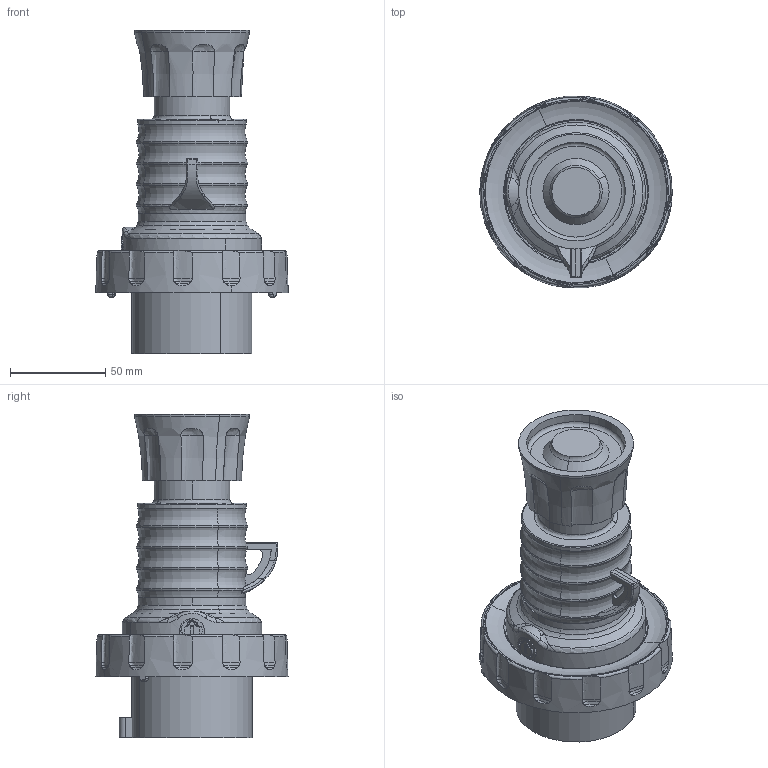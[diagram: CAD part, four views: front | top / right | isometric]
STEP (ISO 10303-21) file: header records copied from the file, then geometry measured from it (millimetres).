
FILE_DESCRIPTION((''),'2;1');
FILE_NAME('GW60042H_SW0001','2020-10-08T16:14:22',('user'),('Axiro Italia'),'CREO PARAMETRIC BY PTC INC, 2020074','CREO PARAMETRIC BY PTC INC, 2020074','');
FILE_SCHEMA(('CONFIG_CONTROL_DESIGN'));
Length unit declared in the file: millimetre
Products named in the file (1): GW60042H_SW0001
Bounding box: 101 x 100.7 x 169.75 mm (x, y, z)
Volume: 382130.4 mm3; surface area: 82900.6 mm2
Topology: 1 solids, 1 shells, 360 faces, 1019 edges, 677 vertices
Faces by surface type: bspline 103, plane 86, cylinder 63, torus 58, cone 50
Entity records: 18697 total; most frequent: CARTESIAN_POINT 10147, ORIENTED_EDGE 2032, DIRECTION 1454, EDGE_CURVE 1016, VERTEX_POINT 677, AXIS2_PLACEMENT_3D 612, B_SPLINE_CURVE_WITH_KNOTS 431, EDGE_LOOP 383
